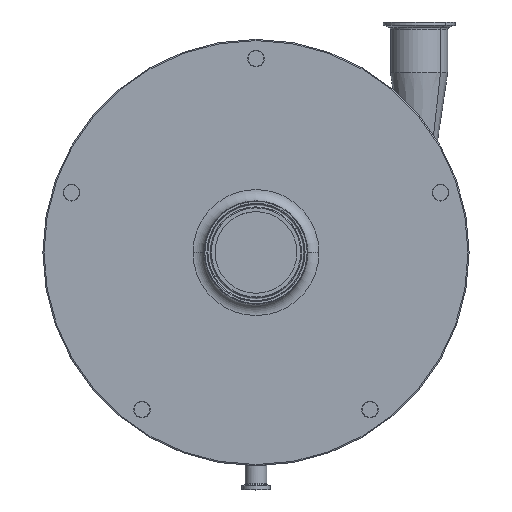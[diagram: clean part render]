
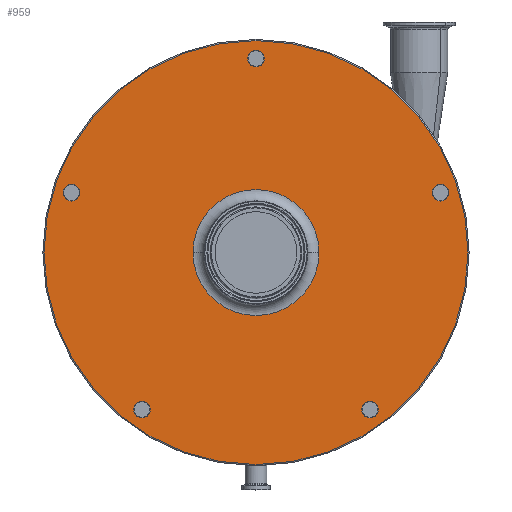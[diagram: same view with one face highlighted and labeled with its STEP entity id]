
A CAD part, top view. The second image highlights one B-rep face of the part: STEP entity #959.
In plain terms, the highlighted planar face has unit normal (0, 0, 1).
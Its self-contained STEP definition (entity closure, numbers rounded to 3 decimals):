
#104 = AXIS2_PLACEMENT_3D ( 'NONE', #2018, #4701, #2152 ) ;
#123 = CARTESIAN_POINT ( 'NONE',  ( 0., 172.5, 29.5 ) ) ;
#185 = CIRCLE ( 'NONE', #4742, 56. ) ;
#222 = CARTESIAN_POINT ( 'NONE',  ( -101.393, -147.055, 29.5 ) ) ;
#276 = DIRECTION ( 'NONE',  ( 0., 0., -1. ) ) ;
#284 = CARTESIAN_POINT ( 'NONE',  ( -188.5, 0., 29.5 ) ) ;
#301 = DIRECTION ( 'NONE',  ( 0., 0., 1. ) ) ;
#399 = DIRECTION ( 'NONE',  ( -1., 0., 0. ) ) ;
#451 = DIRECTION ( 'NONE',  ( 0., 0., 1. ) ) ;
#491 = CIRCLE ( 'NONE', #4304, 7.5 ) ;
#637 = DIRECTION ( 'NONE',  ( 1., 0., 0. ) ) ;
#659 = DIRECTION ( 'NONE',  ( 0., 0., 1. ) ) ;
#684 = PLANE ( 'NONE',  #4178 ) ;
#701 = DIRECTION ( 'NONE',  ( 0., 0., 1. ) ) ;
#767 = EDGE_CURVE ( 'NONE', #6469, #2978, #491, .T. ) ;
#776 = CARTESIAN_POINT ( 'NONE',  ( 0., 0., 29.5 ) ) ;
#790 = FACE_BOUND ( 'NONE', #3405, .T. ) ;
#810 = ORIENTED_EDGE ( 'NONE', *, *, #2077, .F. ) ;
#850 = VERTEX_POINT ( 'NONE', #1132 ) ;
#864 = AXIS2_PLACEMENT_3D ( 'NONE', #6671, #2637, #1106 ) ;
#875 = ORIENTED_EDGE ( 'NONE', *, *, #4394, .T. ) ;
#931 = DIRECTION ( 'NONE',  ( 0., 0., 1. ) ) ;
#959 = ADVANCED_FACE ( 'NONE', ( #4329, #790, #6398, #3403, #3330, #6359, #6430 ), #684, .F. ) ;
#1011 = VERTEX_POINT ( 'NONE', #4250 ) ;
#1065 = CARTESIAN_POINT ( 'NONE',  ( 0., 0., 29.5 ) ) ;
#1068 = ORIENTED_EDGE ( 'NONE', *, *, #6155, .F. ) ;
#1106 = DIRECTION ( 'NONE',  ( 0., -1., 0. ) ) ;
#1114 = EDGE_CURVE ( 'NONE', #6210, #6658, #1685, .T. ) ;
#1131 = DIRECTION ( 'NONE',  ( -1., 0., 0. ) ) ;
#1132 = CARTESIAN_POINT ( 'NONE',  ( -56., 0., 29.5 ) ) ;
#1354 = DIRECTION ( 'NONE',  ( 0., 0., 1. ) ) ;
#1592 = ORIENTED_EDGE ( 'NONE', *, *, #2320, .F. ) ;
#1613 = VERTEX_POINT ( 'NONE', #6501 ) ;
#1639 = CARTESIAN_POINT ( 'NONE',  ( -101.393, -132.055, 29.5 ) ) ;
#1685 = CIRCLE ( 'NONE', #5491, 188.5 ) ;
#1735 = CIRCLE ( 'NONE', #3562, 7.5 ) ;
#1752 = CARTESIAN_POINT ( 'NONE',  ( 164.057, 53.305, 29.5 ) ) ;
#1857 = ORIENTED_EDGE ( 'NONE', *, *, #3151, .F. ) ;
#1864 = DIRECTION ( 'NONE',  ( 0., -1., 0. ) ) ;
#1893 = DIRECTION ( 'NONE',  ( 0., -1., 0. ) ) ;
#1951 = CARTESIAN_POINT ( 'NONE',  ( -164.057, 53.305, 29.5 ) ) ;
#2006 = VERTEX_POINT ( 'NONE', #4485 ) ;
#2018 = CARTESIAN_POINT ( 'NONE',  ( 0., 0., 29.5 ) ) ;
#2077 = EDGE_CURVE ( 'NONE', #2759, #3517, #3212, .T. ) ;
#2152 = DIRECTION ( 'NONE',  ( -1., 0., 0. ) ) ;
#2191 = ORIENTED_EDGE ( 'NONE', *, *, #4667, .F. ) ;
#2254 = CIRCLE ( 'NONE', #2458, 7.5 ) ;
#2269 = VERTEX_POINT ( 'NONE', #6310 ) ;
#2320 = EDGE_CURVE ( 'NONE', #5942, #1011, #2254, .T. ) ;
#2351 = CARTESIAN_POINT ( 'NONE',  ( 101.393, -139.555, 29.5 ) ) ;
#2369 = CIRCLE ( 'NONE', #2475, 7.5 ) ;
#2458 = AXIS2_PLACEMENT_3D ( 'NONE', #3448, #931, #6105 ) ;
#2475 = AXIS2_PLACEMENT_3D ( 'NONE', #2351, #6496, #4555 ) ;
#2522 = CARTESIAN_POINT ( 'NONE',  ( 164.057, 60.805, 29.5 ) ) ;
#2619 = EDGE_LOOP ( 'NONE', ( #2191, #1592 ) ) ;
#2637 = DIRECTION ( 'NONE',  ( 0., 0., 1. ) ) ;
#2725 = ORIENTED_EDGE ( 'NONE', *, *, #767, .F. ) ;
#2759 = VERTEX_POINT ( 'NONE', #2522 ) ;
#2760 = EDGE_CURVE ( 'NONE', #850, #2826, #185, .T. ) ;
#2826 = VERTEX_POINT ( 'NONE', #5008 ) ;
#2978 = VERTEX_POINT ( 'NONE', #1639 ) ;
#3021 = CARTESIAN_POINT ( 'NONE',  ( 164.057, 53.305, 29.5 ) ) ;
#3151 = EDGE_CURVE ( 'NONE', #1613, #5700, #2369, .T. ) ;
#3174 = CARTESIAN_POINT ( 'NONE',  ( -7.5, 172.5, 29.5 ) ) ;
#3212 = CIRCLE ( 'NONE', #4630, 7.5 ) ;
#3235 = CARTESIAN_POINT ( 'NONE',  ( -101.393, -139.555, 29.5 ) ) ;
#3257 = EDGE_LOOP ( 'NONE', ( #5099, #5376 ) ) ;
#3258 = AXIS2_PLACEMENT_3D ( 'NONE', #1752, #659, #4806 ) ;
#3330 = FACE_BOUND ( 'NONE', #2619, .T. ) ;
#3403 = FACE_BOUND ( 'NONE', #5812, .T. ) ;
#3405 = EDGE_LOOP ( 'NONE', ( #2725, #3872 ) ) ;
#3448 = CARTESIAN_POINT ( 'NONE',  ( 0., 172.5, 29.5 ) ) ;
#3461 = CIRCLE ( 'NONE', #3671, 7.5 ) ;
#3517 = VERTEX_POINT ( 'NONE', #6339 ) ;
#3562 = AXIS2_PLACEMENT_3D ( 'NONE', #6133, #451, #1893 ) ;
#3671 = AXIS2_PLACEMENT_3D ( 'NONE', #5936, #1354, #1864 ) ;
#3795 = DIRECTION ( 'NONE',  ( -1., 0., 0. ) ) ;
#3797 = CIRCLE ( 'NONE', #104, 56. ) ;
#3840 = CARTESIAN_POINT ( 'NONE',  ( 0., 189.5, 29.5 ) ) ;
#3872 = ORIENTED_EDGE ( 'NONE', *, *, #5605, .F. ) ;
#3924 = DIRECTION ( 'NONE',  ( 0., -1., 0. ) ) ;
#4178 = AXIS2_PLACEMENT_3D ( 'NONE', #3840, #276, #5487 ) ;
#4250 = CARTESIAN_POINT ( 'NONE',  ( 7.5, 172.5, 29.5 ) ) ;
#4304 = AXIS2_PLACEMENT_3D ( 'NONE', #3235, #4803, #5760 ) ;
#4329 = FACE_BOUND ( 'NONE', #5040, .T. ) ;
#4394 = EDGE_CURVE ( 'NONE', #6658, #6210, #4879, .T. ) ;
#4456 = DIRECTION ( 'NONE',  ( 0., -1., 0. ) ) ;
#4485 = CARTESIAN_POINT ( 'NONE',  ( -164.057, 45.805, 29.5 ) ) ;
#4495 = ORIENTED_EDGE ( 'NONE', *, *, #1114, .T. ) ;
#4528 = DIRECTION ( 'NONE',  ( 0., 0., -1. ) ) ;
#4553 = AXIS2_PLACEMENT_3D ( 'NONE', #1065, #5789, #1131 ) ;
#4555 = DIRECTION ( 'NONE',  ( 0., -1., 0. ) ) ;
#4570 = AXIS2_PLACEMENT_3D ( 'NONE', #1951, #6097, #3924 ) ;
#4630 = AXIS2_PLACEMENT_3D ( 'NONE', #3021, #301, #4456 ) ;
#4663 = AXIS2_PLACEMENT_3D ( 'NONE', #123, #701, #637 ) ;
#4667 = EDGE_CURVE ( 'NONE', #1011, #5942, #5101, .T. ) ;
#4701 = DIRECTION ( 'NONE',  ( 0., 0., -1. ) ) ;
#4742 = AXIS2_PLACEMENT_3D ( 'NONE', #6091, #4528, #399 ) ;
#4803 = DIRECTION ( 'NONE',  ( 0., 0., 1. ) ) ;
#4806 = DIRECTION ( 'NONE',  ( 0., -1., 0. ) ) ;
#4850 = CARTESIAN_POINT ( 'NONE',  ( 101.393, -147.055, 29.5 ) ) ;
#4879 = CIRCLE ( 'NONE', #4553, 188.5 ) ;
#4899 = ORIENTED_EDGE ( 'NONE', *, *, #6101, .F. ) ;
#4915 = CARTESIAN_POINT ( 'NONE',  ( 188.5, 0., 29.5 ) ) ;
#5008 = CARTESIAN_POINT ( 'NONE',  ( 56., 0., 29.5 ) ) ;
#5040 = EDGE_LOOP ( 'NONE', ( #5944, #5783 ) ) ;
#5099 = ORIENTED_EDGE ( 'NONE', *, *, #2760, .T. ) ;
#5101 = CIRCLE ( 'NONE', #4663, 7.5 ) ;
#5161 = EDGE_LOOP ( 'NONE', ( #4495, #875 ) ) ;
#5376 = ORIENTED_EDGE ( 'NONE', *, *, #6311, .T. ) ;
#5487 = DIRECTION ( 'NONE',  ( -1., 0., 0. ) ) ;
#5491 = AXIS2_PLACEMENT_3D ( 'NONE', #776, #5943, #3795 ) ;
#5574 = EDGE_LOOP ( 'NONE', ( #4899, #1857 ) ) ;
#5605 = EDGE_CURVE ( 'NONE', #2978, #6469, #3461, .T. ) ;
#5700 = VERTEX_POINT ( 'NONE', #4850 ) ;
#5757 = CIRCLE ( 'NONE', #3258, 7.5 ) ;
#5760 = DIRECTION ( 'NONE',  ( 0., -1., 0. ) ) ;
#5783 = ORIENTED_EDGE ( 'NONE', *, *, #6236, .F. ) ;
#5789 = DIRECTION ( 'NONE',  ( 0., 0., 1. ) ) ;
#5812 = EDGE_LOOP ( 'NONE', ( #1068, #810 ) ) ;
#5835 = EDGE_CURVE ( 'NONE', #2006, #2269, #1735, .T. ) ;
#5936 = CARTESIAN_POINT ( 'NONE',  ( -101.393, -139.555, 29.5 ) ) ;
#5942 = VERTEX_POINT ( 'NONE', #3174 ) ;
#5943 = DIRECTION ( 'NONE',  ( 0., 0., 1. ) ) ;
#5944 = ORIENTED_EDGE ( 'NONE', *, *, #5835, .F. ) ;
#6080 = CIRCLE ( 'NONE', #864, 7.5 ) ;
#6091 = CARTESIAN_POINT ( 'NONE',  ( 0., 0., 29.5 ) ) ;
#6097 = DIRECTION ( 'NONE',  ( 0., 0., 1. ) ) ;
#6101 = EDGE_CURVE ( 'NONE', #5700, #1613, #6080, .T. ) ;
#6105 = DIRECTION ( 'NONE',  ( 1., 0., 0. ) ) ;
#6133 = CARTESIAN_POINT ( 'NONE',  ( -164.057, 53.305, 29.5 ) ) ;
#6155 = EDGE_CURVE ( 'NONE', #3517, #2759, #5757, .T. ) ;
#6186 = CIRCLE ( 'NONE', #4570, 7.5 ) ;
#6210 = VERTEX_POINT ( 'NONE', #284 ) ;
#6236 = EDGE_CURVE ( 'NONE', #2269, #2006, #6186, .T. ) ;
#6310 = CARTESIAN_POINT ( 'NONE',  ( -164.057, 60.805, 29.5 ) ) ;
#6311 = EDGE_CURVE ( 'NONE', #2826, #850, #3797, .T. ) ;
#6339 = CARTESIAN_POINT ( 'NONE',  ( 164.057, 45.805, 29.5 ) ) ;
#6359 = FACE_OUTER_BOUND ( 'NONE', #5161, .T. ) ;
#6398 = FACE_BOUND ( 'NONE', #5574, .T. ) ;
#6430 = FACE_BOUND ( 'NONE', #3257, .T. ) ;
#6469 = VERTEX_POINT ( 'NONE', #222 ) ;
#6496 = DIRECTION ( 'NONE',  ( 0., 0., 1. ) ) ;
#6501 = CARTESIAN_POINT ( 'NONE',  ( 101.393, -132.055, 29.5 ) ) ;
#6658 = VERTEX_POINT ( 'NONE', #4915 ) ;
#6671 = CARTESIAN_POINT ( 'NONE',  ( 101.393, -139.555, 29.5 ) ) ;
